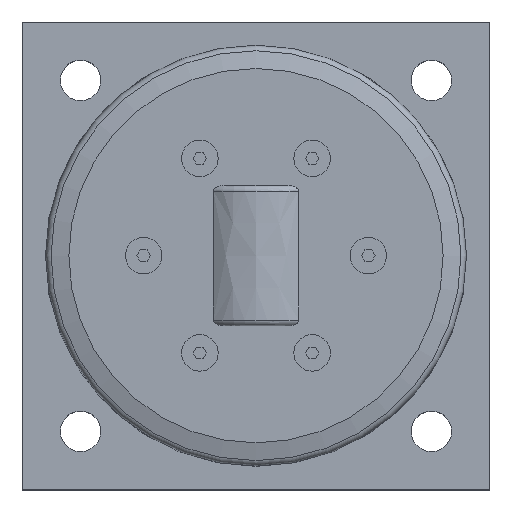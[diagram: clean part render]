
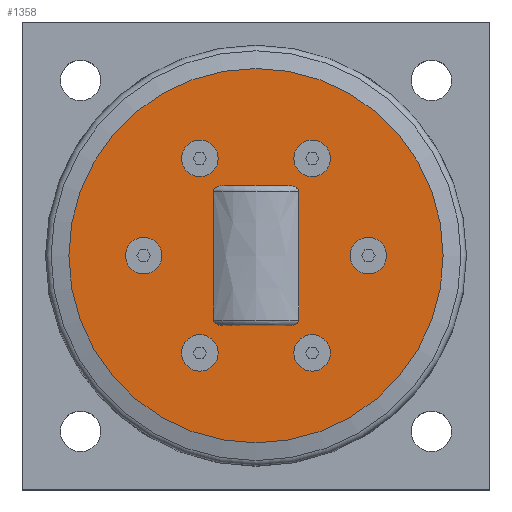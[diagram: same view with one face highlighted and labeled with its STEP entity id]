
A CAD part, top view. The second image highlights one B-rep face of the part: STEP entity #1358.
In plain terms, the highlighted planar face has unit normal (0, 0, 1).
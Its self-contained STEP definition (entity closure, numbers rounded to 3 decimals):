
#24=B_SPLINE_CURVE_WITH_KNOTS('',3,(#2037,#2038,#2039,#2040,#2041,#2042,
#2043,#2044,#2045,#2046),.UNSPECIFIED.,.F.,.F.,(4,2,2,2,4),(1.929,
2.149,2.294,2.395,2.467),
 .UNSPECIFIED.);
#25=B_SPLINE_CURVE_WITH_KNOTS('',3,(#2048,#2049,#2050,#2051,#2052,#2053),
 .UNSPECIFIED.,.F.,.F.,(4,2,4),(10.531,13.162,15.793),
 .UNSPECIFIED.);
#26=B_SPLINE_CURVE_WITH_KNOTS('',3,(#2055,#2056,#2057,#2058,#2059,#2060,
#2061,#2062,#2063,#2064),.UNSPECIFIED.,.F.,.F.,(4,2,2,2,4),(0.005,
0.076,0.177,0.322,0.543),
 .UNSPECIFIED.);
#27=B_SPLINE_CURVE_WITH_KNOTS('',3,(#2068,#2069,#2070,#2071,#2072,#2073,
#2074,#2075,#2076,#2077),.UNSPECIFIED.,.F.,.F.,(4,2,2,2,4),(1.929,
2.149,2.294,2.395,2.467),
 .UNSPECIFIED.);
#28=B_SPLINE_CURVE_WITH_KNOTS('',3,(#2079,#2080,#2081,#2082,#2083,#2084),
 .UNSPECIFIED.,.F.,.F.,(4,2,4),(36.856,39.487,42.118),
 .UNSPECIFIED.);
#29=B_SPLINE_CURVE_WITH_KNOTS('',3,(#2085,#2086,#2087,#2088,#2089,#2090,
#2091,#2092,#2093,#2094),.UNSPECIFIED.,.F.,.F.,(4,2,2,2,4),(0.005,
0.076,0.177,0.322,0.543),
 .UNSPECIFIED.);
#31=FACE_BOUND('',#206,.T.);
#32=FACE_BOUND('',#207,.T.);
#33=FACE_BOUND('',#208,.T.);
#34=FACE_BOUND('',#209,.T.);
#35=FACE_BOUND('',#210,.T.);
#36=FACE_BOUND('',#211,.T.);
#37=FACE_BOUND('',#212,.T.);
#53=CIRCLE('',#1452,7.8);
#56=CIRCLE('',#1460,80.);
#57=CIRCLE('',#1461,80.);
#58=CIRCLE('',#1462,7.8);
#59=CIRCLE('',#1463,7.8);
#60=CIRCLE('',#1464,7.8);
#61=CIRCLE('',#1465,7.8);
#62=CIRCLE('',#1466,7.8);
#126=FACE_OUTER_BOUND('',#205,.T.);
#205=EDGE_LOOP('',(#937,#938));
#206=EDGE_LOOP('',(#939));
#207=EDGE_LOOP('',(#940));
#208=EDGE_LOOP('',(#941));
#209=EDGE_LOOP('',(#942,#943,#944,#945,#946,#947,#948,#949));
#210=EDGE_LOOP('',(#950));
#211=EDGE_LOOP('',(#951));
#212=EDGE_LOOP('',(#952));
#316=LINE('',#2035,#452);
#317=LINE('',#2066,#453);
#452=VECTOR('',#1633,10.);
#453=VECTOR('',#1634,10.);
#577=VERTEX_POINT('',#1999);
#584=VERTEX_POINT('',#2023);
#585=VERTEX_POINT('',#2024);
#586=VERTEX_POINT('',#2027);
#587=VERTEX_POINT('',#2029);
#588=VERTEX_POINT('',#2031);
#589=VERTEX_POINT('',#2033);
#590=VERTEX_POINT('',#2034);
#591=VERTEX_POINT('',#2036);
#592=VERTEX_POINT('',#2047);
#593=VERTEX_POINT('',#2054);
#594=VERTEX_POINT('',#2065);
#595=VERTEX_POINT('',#2067);
#596=VERTEX_POINT('',#2078);
#597=VERTEX_POINT('',#2095);
#598=VERTEX_POINT('',#2097);
#714=EDGE_CURVE('',#577,#577,#53,.T.);
#726=EDGE_CURVE('',#584,#585,#56,.T.);
#727=EDGE_CURVE('',#585,#584,#57,.T.);
#728=EDGE_CURVE('',#586,#586,#58,.T.);
#729=EDGE_CURVE('',#587,#587,#59,.T.);
#730=EDGE_CURVE('',#588,#588,#60,.T.);
#731=EDGE_CURVE('',#589,#590,#316,.T.);
#732=EDGE_CURVE('',#590,#591,#24,.T.);
#733=EDGE_CURVE('',#591,#592,#25,.T.);
#734=EDGE_CURVE('',#592,#593,#26,.T.);
#735=EDGE_CURVE('',#593,#594,#317,.T.);
#736=EDGE_CURVE('',#594,#595,#27,.T.);
#737=EDGE_CURVE('',#595,#596,#28,.T.);
#738=EDGE_CURVE('',#596,#589,#29,.T.);
#739=EDGE_CURVE('',#597,#597,#61,.T.);
#740=EDGE_CURVE('',#598,#598,#62,.T.);
#937=ORIENTED_EDGE('',*,*,#726,.T.);
#938=ORIENTED_EDGE('',*,*,#727,.T.);
#939=ORIENTED_EDGE('',*,*,#728,.T.);
#940=ORIENTED_EDGE('',*,*,#729,.T.);
#941=ORIENTED_EDGE('',*,*,#730,.T.);
#942=ORIENTED_EDGE('',*,*,#731,.T.);
#943=ORIENTED_EDGE('',*,*,#732,.T.);
#944=ORIENTED_EDGE('',*,*,#733,.T.);
#945=ORIENTED_EDGE('',*,*,#734,.T.);
#946=ORIENTED_EDGE('',*,*,#735,.T.);
#947=ORIENTED_EDGE('',*,*,#736,.T.);
#948=ORIENTED_EDGE('',*,*,#737,.T.);
#949=ORIENTED_EDGE('',*,*,#738,.T.);
#950=ORIENTED_EDGE('',*,*,#739,.T.);
#951=ORIENTED_EDGE('',*,*,#740,.T.);
#952=ORIENTED_EDGE('',*,*,#714,.T.);
#1299=PLANE('',#1459);
#1358=ADVANCED_FACE('',(#126,#31,#32,#33,#34,#35,#36,#37),#1299,.T.);
#1452=AXIS2_PLACEMENT_3D('',#2000,#1598,#1599);
#1459=AXIS2_PLACEMENT_3D('',#2022,#1621,#1622);
#1460=AXIS2_PLACEMENT_3D('',#2025,#1623,#1624);
#1461=AXIS2_PLACEMENT_3D('',#2026,#1625,#1626);
#1462=AXIS2_PLACEMENT_3D('',#2028,#1627,#1628);
#1463=AXIS2_PLACEMENT_3D('',#2030,#1629,#1630);
#1464=AXIS2_PLACEMENT_3D('',#2032,#1631,#1632);
#1465=AXIS2_PLACEMENT_3D('',#2096,#1635,#1636);
#1466=AXIS2_PLACEMENT_3D('',#2098,#1637,#1638);
#1598=DIRECTION('center_axis',(0.,0.,
-1.));
#1599=DIRECTION('ref_axis',(0.,-1.,0.));
#1621=DIRECTION('center_axis',(0.,0.,
1.));
#1622=DIRECTION('ref_axis',(0.,1.,0.));
#1623=DIRECTION('center_axis',(0.,0.,
1.));
#1624=DIRECTION('ref_axis',(-1.,0.,0.));
#1625=DIRECTION('center_axis',(0.,0.,
1.));
#1626=DIRECTION('ref_axis',(-1.,0.,0.));
#1627=DIRECTION('center_axis',(0.,0.,
-1.));
#1628=DIRECTION('ref_axis',(0.,-1.,0.));
#1629=DIRECTION('center_axis',(0.,0.,
-1.));
#1630=DIRECTION('ref_axis',(0.,-1.,0.));
#1631=DIRECTION('center_axis',(0.,0.,
-1.));
#1632=DIRECTION('ref_axis',(0.,-1.,0.));
#1633=DIRECTION('',(1.,0.,0.));
#1634=DIRECTION('',(-1.,0.,0.));
#1635=DIRECTION('center_axis',(0.,0.,
-1.));
#1636=DIRECTION('ref_axis',(0.,-1.,0.));
#1637=DIRECTION('center_axis',(0.,0.,
-1.));
#1638=DIRECTION('ref_axis',(0.,-1.,0.));
#1999=CARTESIAN_POINT('',(24.,49.369,99.75));
#2000=CARTESIAN_POINT('Origin',(24.,41.569,99.75));
#2022=CARTESIAN_POINT('Origin',(-74.5,0.,99.75));
#2023=CARTESIAN_POINT('',(-80.,0.,99.75));
#2024=CARTESIAN_POINT('',(80.,0.,99.75));
#2025=CARTESIAN_POINT('Origin',(0.,0.,
99.75));
#2026=CARTESIAN_POINT('Origin',(0.,0.,
99.75));
#2027=CARTESIAN_POINT('',(24.,-33.769,99.75));
#2028=CARTESIAN_POINT('Origin',(24.,-41.569,99.75));
#2029=CARTESIAN_POINT('',(48.,7.8,99.75));
#2030=CARTESIAN_POINT('Origin',(48.,0.,99.75));
#2031=CARTESIAN_POINT('',(-24.,49.369,99.75));
#2032=CARTESIAN_POINT('Origin',(-24.,41.569,99.75));
#2033=CARTESIAN_POINT('',(-13.615,30.,99.75));
#2034=CARTESIAN_POINT('',(13.615,30.,99.75));
#2035=CARTESIAN_POINT('',(-50.675,30.,99.75));
#2036=CARTESIAN_POINT('',(18.243,27.546,99.75));
#2037=CARTESIAN_POINT('Ctrl Pts',(13.615,30.,99.75));
#2038=CARTESIAN_POINT('Ctrl Pts',(14.35,30.,99.75));
#2039=CARTESIAN_POINT('Ctrl Pts',(15.228,29.906,99.75));
#2040=CARTESIAN_POINT('Ctrl Pts',(16.398,29.564,99.75));
#2041=CARTESIAN_POINT('Ctrl Pts',(16.931,29.333,99.75));
#2042=CARTESIAN_POINT('Ctrl Pts',(17.595,28.851,99.75));
#2043=CARTESIAN_POINT('Ctrl Pts',(17.877,28.563,99.75));
#2044=CARTESIAN_POINT('Ctrl Pts',(18.154,28.06,99.75));
#2045=CARTESIAN_POINT('Ctrl Pts',(18.236,27.788,99.75));
#2046=CARTESIAN_POINT('Ctrl Pts',(18.243,27.546,99.75));
#2047=CARTESIAN_POINT('',(18.243,-27.546,99.75));
#2048=CARTESIAN_POINT('Ctrl Pts',(18.243,27.546,99.75));
#2049=CARTESIAN_POINT('Ctrl Pts',(18.537,18.056,99.75));
#2050=CARTESIAN_POINT('Ctrl Pts',(18.666,8.77,99.75));
#2051=CARTESIAN_POINT('Ctrl Pts',(18.666,-8.77,99.75));
#2052=CARTESIAN_POINT('Ctrl Pts',(18.537,-18.056,99.75));
#2053=CARTESIAN_POINT('Ctrl Pts',(18.243,-27.546,99.75));
#2054=CARTESIAN_POINT('',(13.615,-30.,99.75));
#2055=CARTESIAN_POINT('Ctrl Pts',(18.243,-27.546,99.75));
#2056=CARTESIAN_POINT('Ctrl Pts',(18.236,-27.788,99.75));
#2057=CARTESIAN_POINT('Ctrl Pts',(18.154,-28.06,99.75));
#2058=CARTESIAN_POINT('Ctrl Pts',(17.877,-28.563,99.75));
#2059=CARTESIAN_POINT('Ctrl Pts',(17.595,-28.851,99.75));
#2060=CARTESIAN_POINT('Ctrl Pts',(16.931,-29.333,99.75));
#2061=CARTESIAN_POINT('Ctrl Pts',(16.398,-29.564,99.75));
#2062=CARTESIAN_POINT('Ctrl Pts',(15.228,-29.906,99.75));
#2063=CARTESIAN_POINT('Ctrl Pts',(14.35,-30.,99.75));
#2064=CARTESIAN_POINT('Ctrl Pts',(13.615,-30.,99.75));
#2065=CARTESIAN_POINT('',(-13.615,-30.,99.75));
#2066=CARTESIAN_POINT('',(-50.675,-30.,99.75));
#2067=CARTESIAN_POINT('',(-18.243,-27.546,99.75));
#2068=CARTESIAN_POINT('Ctrl Pts',(-13.615,-30.,99.75));
#2069=CARTESIAN_POINT('Ctrl Pts',(-14.35,-30.,99.75));
#2070=CARTESIAN_POINT('Ctrl Pts',(-15.228,-29.906,99.75));
#2071=CARTESIAN_POINT('Ctrl Pts',(-16.398,-29.564,99.75));
#2072=CARTESIAN_POINT('Ctrl Pts',(-16.931,-29.333,99.75));
#2073=CARTESIAN_POINT('Ctrl Pts',(-17.595,-28.851,99.75));
#2074=CARTESIAN_POINT('Ctrl Pts',(-17.877,-28.563,99.75));
#2075=CARTESIAN_POINT('Ctrl Pts',(-18.154,-28.06,99.75));
#2076=CARTESIAN_POINT('Ctrl Pts',(-18.236,-27.788,99.75));
#2077=CARTESIAN_POINT('Ctrl Pts',(-18.243,-27.546,99.75));
#2078=CARTESIAN_POINT('',(-18.243,27.546,99.75));
#2079=CARTESIAN_POINT('Ctrl Pts',(-18.243,-27.546,99.75));
#2080=CARTESIAN_POINT('Ctrl Pts',(-18.537,-18.056,99.75));
#2081=CARTESIAN_POINT('Ctrl Pts',(-18.666,-8.77,99.75));
#2082=CARTESIAN_POINT('Ctrl Pts',(-18.666,8.77,99.75));
#2083=CARTESIAN_POINT('Ctrl Pts',(-18.537,18.056,99.75));
#2084=CARTESIAN_POINT('Ctrl Pts',(-18.243,27.546,99.75));
#2085=CARTESIAN_POINT('Ctrl Pts',(-18.243,27.546,99.75));
#2086=CARTESIAN_POINT('Ctrl Pts',(-18.236,27.788,99.75));
#2087=CARTESIAN_POINT('Ctrl Pts',(-18.154,28.06,99.75));
#2088=CARTESIAN_POINT('Ctrl Pts',(-17.877,28.563,99.75));
#2089=CARTESIAN_POINT('Ctrl Pts',(-17.595,28.851,99.75));
#2090=CARTESIAN_POINT('Ctrl Pts',(-16.931,29.333,99.75));
#2091=CARTESIAN_POINT('Ctrl Pts',(-16.398,29.564,99.75));
#2092=CARTESIAN_POINT('Ctrl Pts',(-15.228,29.906,99.75));
#2093=CARTESIAN_POINT('Ctrl Pts',(-14.35,30.,99.75));
#2094=CARTESIAN_POINT('Ctrl Pts',(-13.615,30.,99.75));
#2095=CARTESIAN_POINT('',(-48.,7.801,99.75));
#2096=CARTESIAN_POINT('Origin',(-48.,0.001,99.75));
#2097=CARTESIAN_POINT('',(-24.,-33.769,99.75));
#2098=CARTESIAN_POINT('Origin',(-24.,-41.569,99.75));
